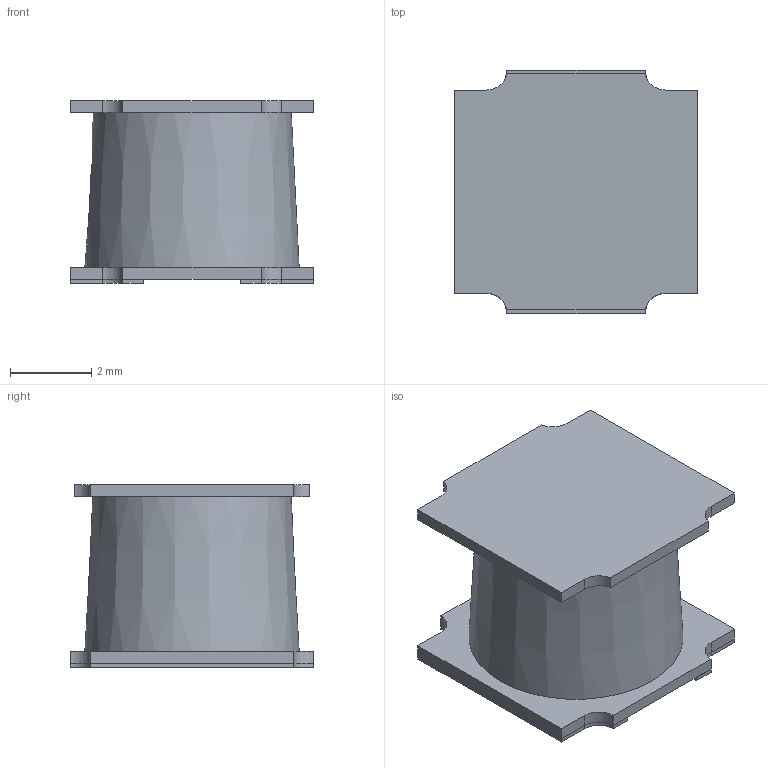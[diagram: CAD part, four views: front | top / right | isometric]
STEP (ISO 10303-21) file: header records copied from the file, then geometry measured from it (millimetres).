
FILE_DESCRIPTION(/* description */ (''),/* implementation_level */ '2;1');
FILE_NAME(/* name */ 'MWVS00606045 v2.step',/* time_stamp */ '2024-07-15T19:10:47+02:00',/* author */ (''),/* organization */ (''),/* preprocessor_version */ 'ST-DEVELOPER v20',/* originating_system */ 'Autodesk Translation Framework v13.14.0.145',/* authorisation */ '');
FILE_SCHEMA (('AUTOMOTIVE_DESIGN { 1 0 10303 214 3 1 1 }'));
Length unit declared in the file: millimetre
Products named in the file (1): MWVS00606045
Bounding box: 6 x 6 x 4.5 mm (x, y, z)
Volume: 98.9 mm3; surface area: 289.6 mm2
Topology: 5 solids, 5 shells, 51 faces, 123 edges, 82 vertices
Faces by surface type: plane 38, cylinder 12, cone 1
Entity records: 1534 total; most frequent: CARTESIAN_POINT 257, DIRECTION 253, ORIENTED_EDGE 246, EDGE_CURVE 123, LINE 97, VECTOR 97, VERTEX_POINT 82, AXIS2_PLACEMENT_3D 78
